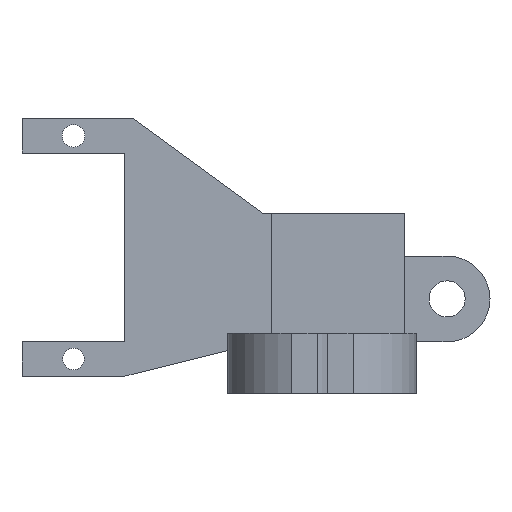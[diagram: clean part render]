
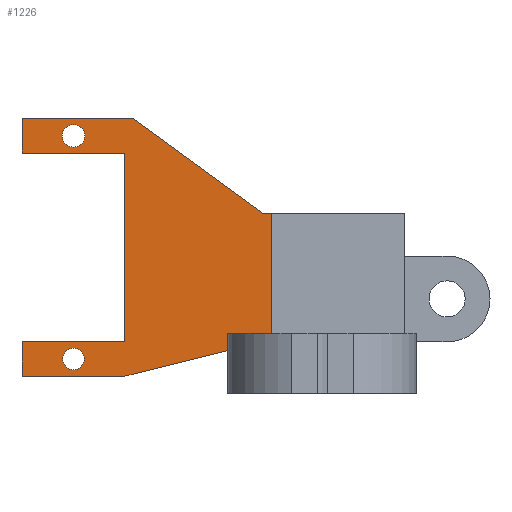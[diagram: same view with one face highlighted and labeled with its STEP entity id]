
A CAD part, left-side view. The second image highlights one B-rep face of the part: STEP entity #1226.
In plain terms, the highlighted planar face has unit normal (-1, 0, 0).
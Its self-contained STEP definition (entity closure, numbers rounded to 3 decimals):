
#27=FACE_BOUND('',#205,.T.);
#28=FACE_BOUND('',#206,.T.);
#72=PLANE('',#1332);
#130=FACE_OUTER_BOUND('',#204,.T.);
#204=EDGE_LOOP('',(#1084,#1085,#1086,#1087,#1088,#1089,#1090,#1091,#1092,
#1093,#1094,#1095,#1096));
#205=EDGE_LOOP('',(#1097));
#206=EDGE_LOOP('',(#1098));
#229=LINE('',#1703,#364);
#232=LINE('',#1709,#367);
#235=LINE('',#1715,#370);
#238=LINE('',#1721,#373);
#241=LINE('',#1727,#376);
#244=LINE('',#1733,#379);
#247=LINE('',#1739,#382);
#251=LINE('',#1748,#386);
#254=LINE('',#1752,#389);
#257=LINE('',#1758,#392);
#318=LINE('',#1918,#453);
#346=LINE('',#1991,#481);
#347=LINE('',#1992,#482);
#364=VECTOR('',#1370,10.);
#367=VECTOR('',#1375,10.);
#370=VECTOR('',#1380,10.);
#373=VECTOR('',#1385,10.);
#376=VECTOR('',#1390,10.);
#379=VECTOR('',#1395,10.);
#382=VECTOR('',#1400,10.);
#386=VECTOR('',#1406,10.);
#389=VECTOR('',#1411,10.);
#392=VECTOR('',#1416,10.);
#453=VECTOR('',#1559,10.);
#481=VECTOR('',#1635,10.);
#482=VECTOR('',#1636,10.);
#495=CIRCLE('',#1253,1.271);
#497=CIRCLE('',#1256,1.318);
#531=VERTEX_POINT('',#1685);
#533=VERTEX_POINT('',#1691);
#537=VERTEX_POINT('',#1700);
#538=VERTEX_POINT('',#1702);
#540=VERTEX_POINT('',#1708);
#542=VERTEX_POINT('',#1714);
#544=VERTEX_POINT('',#1720);
#546=VERTEX_POINT('',#1726);
#548=VERTEX_POINT('',#1732);
#550=VERTEX_POINT('',#1738);
#553=VERTEX_POINT('',#1745);
#554=VERTEX_POINT('',#1747);
#556=VERTEX_POINT('',#1756);
#614=VERTEX_POINT('',#1916);
#635=VERTEX_POINT('',#1990);
#645=EDGE_CURVE('',#531,#531,#495,.T.);
#648=EDGE_CURVE('',#533,#533,#497,.T.);
#653=EDGE_CURVE('',#538,#537,#229,.T.);
#656=EDGE_CURVE('',#540,#538,#232,.T.);
#659=EDGE_CURVE('',#542,#540,#235,.T.);
#662=EDGE_CURVE('',#544,#542,#238,.T.);
#665=EDGE_CURVE('',#546,#544,#241,.T.);
#668=EDGE_CURVE('',#548,#546,#244,.T.);
#671=EDGE_CURVE('',#550,#548,#247,.T.);
#675=EDGE_CURVE('',#554,#553,#251,.T.);
#678=EDGE_CURVE('',#537,#554,#254,.T.);
#681=EDGE_CURVE('',#556,#553,#257,.T.);
#758=EDGE_CURVE('',#614,#556,#318,.T.);
#796=EDGE_CURVE('',#635,#614,#346,.T.);
#797=EDGE_CURVE('',#635,#550,#347,.T.);
#1084=ORIENTED_EDGE('',*,*,#796,.F.);
#1085=ORIENTED_EDGE('',*,*,#797,.T.);
#1086=ORIENTED_EDGE('',*,*,#671,.T.);
#1087=ORIENTED_EDGE('',*,*,#668,.T.);
#1088=ORIENTED_EDGE('',*,*,#665,.T.);
#1089=ORIENTED_EDGE('',*,*,#662,.T.);
#1090=ORIENTED_EDGE('',*,*,#659,.T.);
#1091=ORIENTED_EDGE('',*,*,#656,.T.);
#1092=ORIENTED_EDGE('',*,*,#653,.T.);
#1093=ORIENTED_EDGE('',*,*,#678,.T.);
#1094=ORIENTED_EDGE('',*,*,#675,.T.);
#1095=ORIENTED_EDGE('',*,*,#681,.F.);
#1096=ORIENTED_EDGE('',*,*,#758,.F.);
#1097=ORIENTED_EDGE('',*,*,#645,.T.);
#1098=ORIENTED_EDGE('',*,*,#648,.T.);
#1226=ADVANCED_FACE('',(#130,#27,#28),#72,.T.);
#1253=AXIS2_PLACEMENT_3D('',#1686,#1354,#1355);
#1256=AXIS2_PLACEMENT_3D('',#1692,#1361,#1362);
#1332=AXIS2_PLACEMENT_3D('',#1989,#1633,#1634);
#1354=DIRECTION('center_axis',(1.,0.,0.));
#1355=DIRECTION('ref_axis',(0.,1.,0.));
#1361=DIRECTION('center_axis',(1.,0.,0.));
#1362=DIRECTION('ref_axis',(0.,1.,0.));
#1370=DIRECTION('',(0.,0.,-1.));
#1375=DIRECTION('',(0.,1.,0.));
#1380=DIRECTION('',(0.,0.,-1.));
#1385=DIRECTION('',(0.,-1.,0.));
#1390=DIRECTION('',(0.,0.,-1.));
#1395=DIRECTION('',(0.,1.,0.));
#1400=DIRECTION('',(0.,0.807,0.59));
#1406=DIRECTION('',(0.,-0.97,0.242));
#1411=DIRECTION('',(0.,-1.,0.));
#1416=DIRECTION('',(0.,0.,1.));
#1559=DIRECTION('',(0.,1.,0.));
#1633=DIRECTION('center_axis',(-1.,0.,0.));
#1634=DIRECTION('ref_axis',(0.,0.,1.));
#1635=DIRECTION('',(0.,0.,-1.));
#1636=DIRECTION('',(0.,1.,0.));
#1685=CARTESIAN_POINT('',(37.915,78.729,73.));
#1686=CARTESIAN_POINT('Origin',(37.915,80.,73.));
#1691=CARTESIAN_POINT('',(37.915,78.682,99.));
#1692=CARTESIAN_POINT('Origin',(37.915,80.,99.));
#1700=CARTESIAN_POINT('',(37.915,86.,71.));
#1702=CARTESIAN_POINT('',(37.915,86.,75.));
#1703=CARTESIAN_POINT('',(37.915,86.,75.));
#1708=CARTESIAN_POINT('',(37.915,74.,75.));
#1709=CARTESIAN_POINT('',(37.915,74.,75.));
#1714=CARTESIAN_POINT('',(37.915,74.,97.));
#1715=CARTESIAN_POINT('',(37.915,74.,97.));
#1720=CARTESIAN_POINT('',(37.915,86.,97.));
#1721=CARTESIAN_POINT('',(37.915,86.,97.));
#1726=CARTESIAN_POINT('',(37.915,86.,101.));
#1727=CARTESIAN_POINT('',(37.915,86.,101.));
#1732=CARTESIAN_POINT('',(37.915,73.,101.));
#1733=CARTESIAN_POINT('',(37.915,73.,101.));
#1738=CARTESIAN_POINT('',(37.915,57.963,90.));
#1739=CARTESIAN_POINT('',(37.915,57.963,90.));
#1745=CARTESIAN_POINT('',(37.915,57.963,75.));
#1747=CARTESIAN_POINT('',(37.915,74.,71.));
#1748=CARTESIAN_POINT('',(37.915,74.,71.));
#1752=CARTESIAN_POINT('',(37.915,86.,71.));
#1756=CARTESIAN_POINT('',(37.915,57.963,69.));
#1758=CARTESIAN_POINT('',(37.915,57.963,69.));
#1916=CARTESIAN_POINT('',(37.915,44.963,69.));
#1918=CARTESIAN_POINT('',(37.915,44.963,69.));
#1989=CARTESIAN_POINT('Origin',(37.915,44.963,70.));
#1990=CARTESIAN_POINT('',(37.915,44.963,90.));
#1991=CARTESIAN_POINT('',(37.915,44.963,75.));
#1992=CARTESIAN_POINT('',(37.915,44.963,90.));
